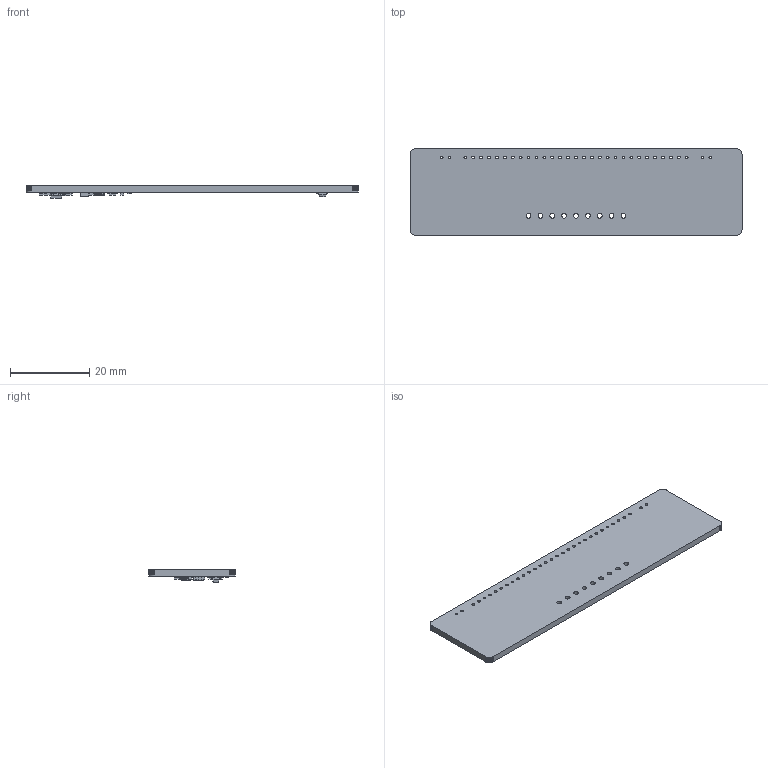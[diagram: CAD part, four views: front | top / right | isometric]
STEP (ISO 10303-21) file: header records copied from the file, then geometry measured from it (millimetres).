
FILE_DESCRIPTION(('KiCad electronic assembly'),'2;1');
FILE_NAME('ChronoVolt_Display.step','2024-02-18T16:19:19',('Pcbnew'),( 'Kicad'),'Open CASCADE STEP processor 7.7','KiCad to STEP converter' ,'Unknown');
FILE_SCHEMA(('AUTOMOTIVE_DESIGN { 1 0 10303 214 1 1 1 1 }'));
Length unit declared in the file: millimetre
Products named in the file (16): ChronoVolt_Display 1; R_0603_1608Metric; C_0603_1608Metric; SOT-23-5; SOT_23_5; D_SOD-323; D_SOD_323; TSOT-23-5; TSOT_23_5; L_1008_2520Metric; TSOT-23; TSOT_23; ChronoVolt_Display PCB
Assembly tree (38 placements, depth 3):
  ChronoVolt_Display 1
    R_0603_1608Metric  x13
      R_0603_1608Metric
    C_0603_1608Metric  x10
      C_0603_1608Metric
    SOT-23-5
      SOT_23_5
    D_SOD-323  x2
      D_SOD_323
    TSOT-23-5
      TSOT_23_5
    L_1008_2520Metric  x2
      L_1008_2520Metric
    TSOT-23
      TSOT_23
    ChronoVolt_Display PCB
Bounding box: 84 x 22 x 3.2 mm (x, y, z)
Volume: 2962.6 mm3; surface area: 4404.9 mm2
Topology: 31 solids, 31 shells, 1193 faces, 3067 edges, 1962 vertices
Faces by surface type: plane 698, cylinder 358, bspline 137
Full cylindrical faces by diameter (mm): 0.7 x33, 1.2 x9
Entity records: 37844 total; most frequent: CARTESIAN_POINT 7402, DIRECTION 4803, LINE 3251, VECTOR 3251, ORIENTED_EDGE 2750, PCURVE 2750, DEFINITIONAL_REPRESENTATION 2750, EDGE_CURVE 1375
